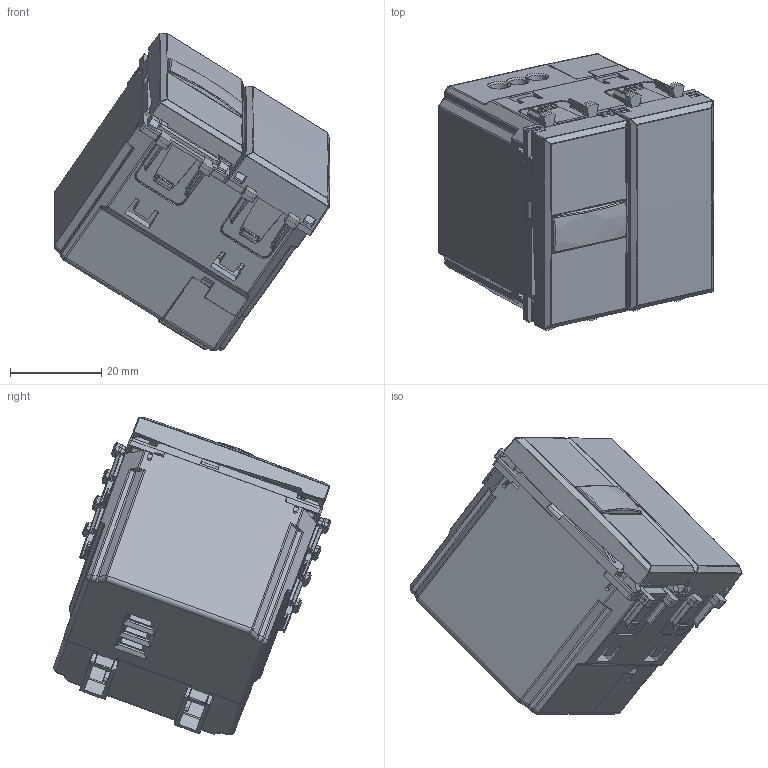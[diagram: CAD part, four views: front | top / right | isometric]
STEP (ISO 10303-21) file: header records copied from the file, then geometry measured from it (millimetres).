
FILE_DESCRIPTION(('CATIA V5 STEP Exchange'),'2;1');
FILE_NAME('442ABR1S.stp','2023-10-05T14:37:55+00:00',('none'),('none'),'CATIA Version 5-6 Release 2016 SP6','CATIA V5 STEP AP203','none');
FILE_SCHEMA(('CONFIG_CONTROL_DESIGN'));
Products named in the file (1): 442ABR1S
Assembly tree (8 placements, depth 2):
  442ABR1S
    #57
    #21048
    #49352
    #70403
    #75774
    #88414
    #92146
    #94168
Bounding box: 60.36 x 60.59 x 69.63 mm (x, y, z)
Volume: 22836.5 mm3; surface area: 33831 mm2
Topology: 7 solids, 7 shells, 2441 faces, 6682 edges, 4131 vertices
Faces by surface type: plane 1208, cylinder 739, bspline 208, cone 120, sphere 103, torus 54, revolution 9
Entity records: 94185 total; most frequent: CARTESIAN_POINT 40531, ORIENTED_EDGE 13090, DIRECTION 7743, EDGE_CURVE 6545, VERTEX_POINT 4122, VECTOR 3528, LINE 3528, EDGE_LOOP 2505
